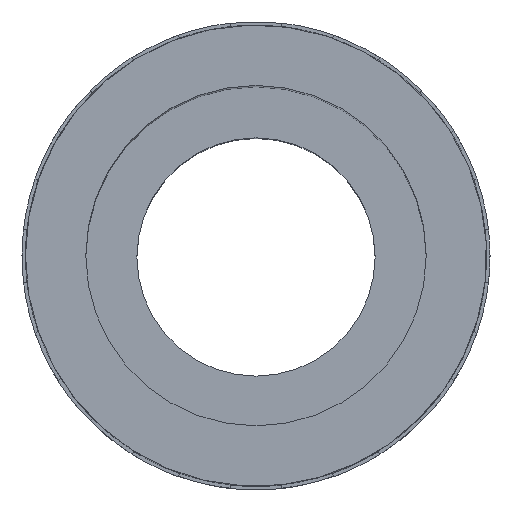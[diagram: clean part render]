
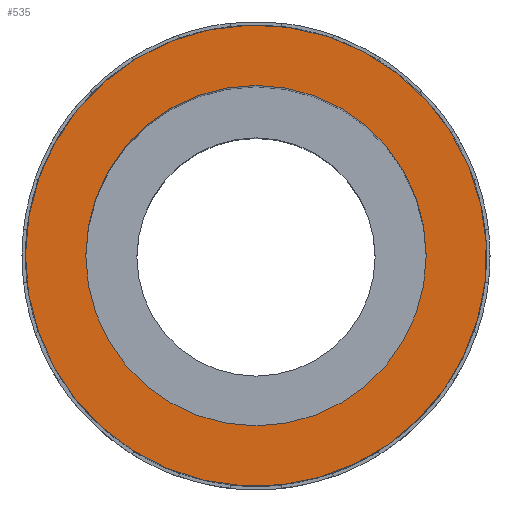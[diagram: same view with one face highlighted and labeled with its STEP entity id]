
A CAD part, top view. The second image highlights one B-rep face of the part: STEP entity #535.
In plain terms, the highlighted planar face has unit normal (0, 0, 1).
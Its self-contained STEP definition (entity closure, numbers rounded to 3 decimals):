
#304 = CARTESIAN_POINT ( 'NONE',  ( 10., 0., 0. ) ) ;
#348 = EDGE_LOOP ( 'NONE', ( #1707 ) ) ;
#535 = ADVANCED_FACE ( 'NONE', ( #1701, #4411 ), #3814, .F. ) ;
#592 = CARTESIAN_POINT ( 'NONE',  ( 0., 0., 0. ) ) ;
#664 = AXIS2_PLACEMENT_3D ( 'NONE', #592, #2985, #934 ) ;
#692 = DIRECTION ( 'NONE',  ( -1., 0., 0. ) ) ;
#801 = VERTEX_POINT ( 'NONE', #304 ) ;
#898 = AXIS2_PLACEMENT_3D ( 'NONE', #3729, #1594, #4080 ) ;
#934 = DIRECTION ( 'NONE',  ( 1., 0., 0. ) ) ;
#1007 = DIRECTION ( 'NONE',  ( 0., 0., -1. ) ) ;
#1024 = CARTESIAN_POINT ( 'NONE',  ( 0., 10., 0. ) ) ;
#1594 = DIRECTION ( 'NONE',  ( 0., 0., -1. ) ) ;
#1701 = FACE_BOUND ( 'NONE', #348, .T. ) ;
#1707 = ORIENTED_EDGE ( 'NONE', *, *, #2330, .F. ) ;
#2330 = EDGE_CURVE ( 'NONE', #801, #801, #3367, .T. ) ;
#2336 = EDGE_CURVE ( 'NONE', #4386, #4386, #4182, .T. ) ;
#2681 = CARTESIAN_POINT ( 'NONE',  ( -13.55, 0., 0. ) ) ;
#2744 = ORIENTED_EDGE ( 'NONE', *, *, #2336, .F. ) ;
#2985 = DIRECTION ( 'NONE',  ( 0., 0., 1. ) ) ;
#3050 = EDGE_LOOP ( 'NONE', ( #2744 ) ) ;
#3367 = CIRCLE ( 'NONE', #664, 10. ) ;
#3480 = AXIS2_PLACEMENT_3D ( 'NONE', #1024, #1007, #692 ) ;
#3729 = CARTESIAN_POINT ( 'NONE',  ( 0., 0., 0. ) ) ;
#3814 = PLANE ( 'NONE',  #3480 ) ;
#4080 = DIRECTION ( 'NONE',  ( -1., 0., 0. ) ) ;
#4182 = CIRCLE ( 'NONE', #898, 13.55 ) ;
#4386 = VERTEX_POINT ( 'NONE', #2681 ) ;
#4411 = FACE_OUTER_BOUND ( 'NONE', #3050, .T. ) ;
